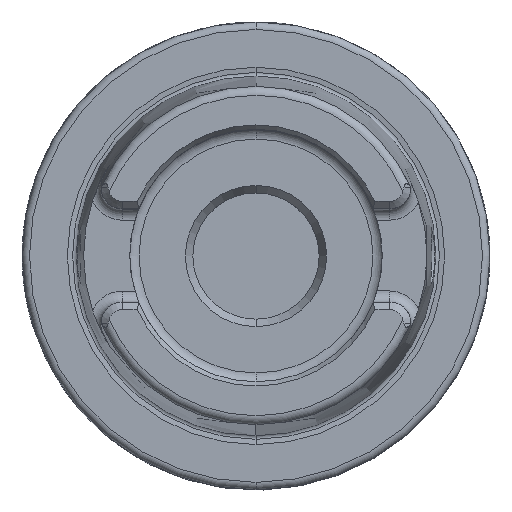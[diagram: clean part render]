
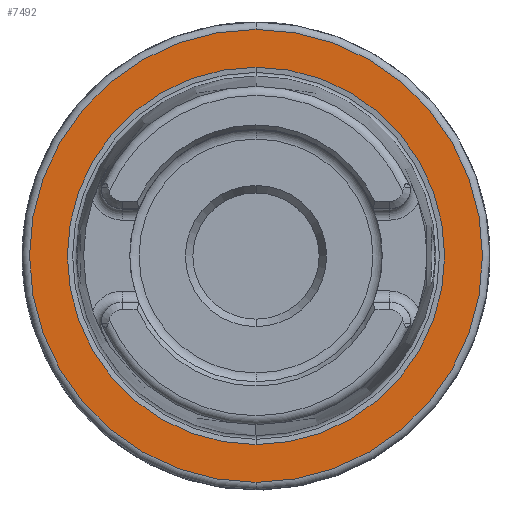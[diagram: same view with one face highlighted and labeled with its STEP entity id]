
A CAD part, top view. The second image highlights one B-rep face of the part: STEP entity #7492.
In plain terms, the highlighted planar face has unit normal (0, 0, 1).
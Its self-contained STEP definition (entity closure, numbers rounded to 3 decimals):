
#1264=CARTESIAN_POINT('',(0,0,26));
#1265=DIRECTION('',(0,0,-1));
#1266=DIRECTION('',(0,1,0));
#1267=AXIS2_PLACEMENT_3D('',#1264,#1265,#1266);
#1277=CARTESIAN_POINT('',(0,0,26));
#1278=DIRECTION('',(0,0,1));
#1279=DIRECTION('',(0,1,0));
#1280=AXIS2_PLACEMENT_3D('',#1277,#1278,#1279);
#1282=CARTESIAN_POINT('',(0,0,26));
#1283=DIRECTION('',(0,0,1));
#1284=DIRECTION('',(0,1,0));
#1285=AXIS2_PLACEMENT_3D('',#1282,#1283,#1284);
#1287=CARTESIAN_POINT('',(0,0,26));
#1288=DIRECTION('',(0,0,1));
#1289=DIRECTION('',(0,-1,0));
#1290=AXIS2_PLACEMENT_3D('',#1287,#1288,#1289);
#5347=CARTESIAN_POINT('',(0,25.409,26));
#5349=VERTEX_POINT('',#5347);
#5383=CARTESIAN_POINT('',(0,-25.409,26));
#5385=VERTEX_POINT('',#5383);
#5449=CARTESIAN_POINT('',(0,30.5,26));
#5450=CARTESIAN_POINT('',(0,-30.5,26));
#5451=VERTEX_POINT('',#5449);
#5452=VERTEX_POINT('',#5450);
#7477=CARTESIAN_POINT('',(0,0,26));
#7478=DIRECTION('',(0,0,-1));
#7479=DIRECTION('',(0,-1,0));
#7480=AXIS2_PLACEMENT_3D('',#7477,#7478,#7479);
#7481=PLANE('',#7480);
#7483=ORIENTED_EDGE('',*,*,#7482,.F.);
#7485=ORIENTED_EDGE('',*,*,#7484,.F.);
#7486=EDGE_LOOP('',(#7483,#7485));
#7487=FACE_OUTER_BOUND('',#7486,.F.);
#7488=ORIENTED_EDGE('',*,*,#7472,.T.);
#7489=ORIENTED_EDGE('',*,*,#7456,.F.);
#7490=EDGE_LOOP('',(#7488,#7489));
#7491=FACE_BOUND('',#7490,.F.);
#7492=ADVANCED_FACE('',(#7487,#7491),#7481,.F.);
#1268=CIRCLE('',#1267,25.409);
#1281=CIRCLE('',#1280,25.409);
#1286=CIRCLE('',#1285,30.5);
#1291=CIRCLE('',#1290,30.5);
#7456=EDGE_CURVE('',#5349,#5385,#1268,.T.);
#7472=EDGE_CURVE('',#5349,#5385,#1281,.T.);
#7482=EDGE_CURVE('',#5451,#5452,#1286,.T.);
#7484=EDGE_CURVE('',#5452,#5451,#1291,.T.);
